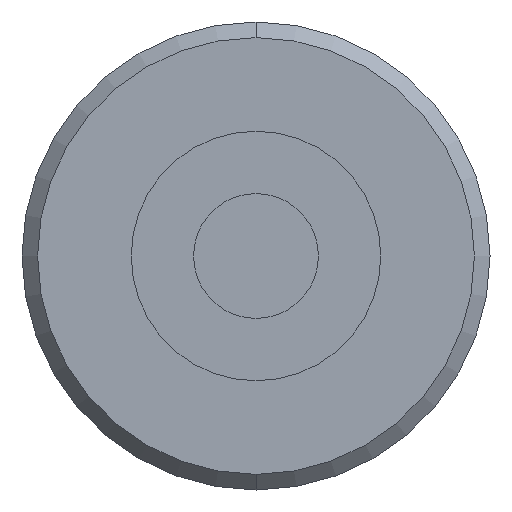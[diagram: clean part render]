
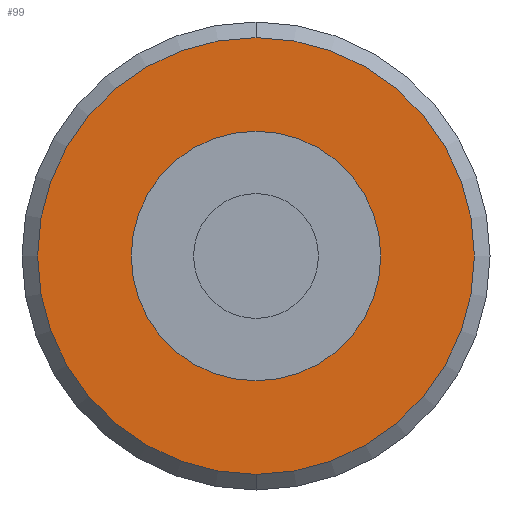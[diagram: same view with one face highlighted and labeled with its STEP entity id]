
A CAD part, front view. The second image highlights one B-rep face of the part: STEP entity #99.
In plain terms, the highlighted planar face has unit normal (0, -1, 0).
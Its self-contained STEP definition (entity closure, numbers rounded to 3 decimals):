
#18 = DIRECTION ( 'NONE',  ( 0., -1., 0. ) ) ;
#30 = EDGE_CURVE ( 'NONE', #182, #243, #328, .T. ) ;
#38 = AXIS2_PLACEMENT_3D ( 'NONE', #326, #18, #296 ) ;
#48 = CARTESIAN_POINT ( 'NONE',  ( 0., -6., 8. ) ) ;
#54 = EDGE_LOOP ( 'NONE', ( #399, #318 ) ) ;
#55 = DIRECTION ( 'NONE',  ( 0., 0., 1. ) ) ;
#59 = AXIS2_PLACEMENT_3D ( 'NONE', #380, #172, #411 ) ;
#60 = DIRECTION ( 'NONE',  ( 0., 0., 1. ) ) ;
#80 = AXIS2_PLACEMENT_3D ( 'NONE', #180, #418, #221 ) ;
#86 = CIRCLE ( 'NONE', #228, 14. ) ;
#89 = CARTESIAN_POINT ( 'NONE',  ( 0., -6., 0. ) ) ;
#99 = ADVANCED_FACE ( 'NONE', ( #351, #395 ), #143, .F. ) ;
#125 = CARTESIAN_POINT ( 'NONE',  ( 0., -6., -14. ) ) ;
#127 = EDGE_CURVE ( 'NONE', #254, #409, #279, .T. ) ;
#143 = PLANE ( 'NONE',  #80 ) ;
#151 = AXIS2_PLACEMENT_3D ( 'NONE', #232, #158, #55 ) ;
#158 = DIRECTION ( 'NONE',  ( 0., 1., 0. ) ) ;
#172 = DIRECTION ( 'NONE',  ( 0., 1., 0. ) ) ;
#180 = CARTESIAN_POINT ( 'NONE',  ( 15., -6., 0. ) ) ;
#182 = VERTEX_POINT ( 'NONE', #48 ) ;
#208 = ORIENTED_EDGE ( 'NONE', *, *, #291, .T. ) ;
#221 = DIRECTION ( 'NONE',  ( 0., 0., 1. ) ) ;
#228 = AXIS2_PLACEMENT_3D ( 'NONE', #89, #339, #60 ) ;
#232 = CARTESIAN_POINT ( 'NONE',  ( 0., -6., 0. ) ) ;
#243 = VERTEX_POINT ( 'NONE', #389 ) ;
#246 = CIRCLE ( 'NONE', #151, 8. ) ;
#254 = VERTEX_POINT ( 'NONE', #390 ) ;
#259 = ORIENTED_EDGE ( 'NONE', *, *, #30, .T. ) ;
#279 = CIRCLE ( 'NONE', #38, 14. ) ;
#291 = EDGE_CURVE ( 'NONE', #243, #182, #246, .T. ) ;
#296 = DIRECTION ( 'NONE',  ( 0., 0., 1. ) ) ;
#318 = ORIENTED_EDGE ( 'NONE', *, *, #323, .T. ) ;
#323 = EDGE_CURVE ( 'NONE', #409, #254, #86, .T. ) ;
#326 = CARTESIAN_POINT ( 'NONE',  ( 0., -6., 0. ) ) ;
#328 = CIRCLE ( 'NONE', #59, 8. ) ;
#339 = DIRECTION ( 'NONE',  ( 0., -1., 0. ) ) ;
#349 = EDGE_LOOP ( 'NONE', ( #259, #208 ) ) ;
#351 = FACE_OUTER_BOUND ( 'NONE', #54, .T. ) ;
#380 = CARTESIAN_POINT ( 'NONE',  ( 0., -6., 0. ) ) ;
#389 = CARTESIAN_POINT ( 'NONE',  ( 0., -6., -8. ) ) ;
#390 = CARTESIAN_POINT ( 'NONE',  ( 0., -6., 14. ) ) ;
#395 = FACE_BOUND ( 'NONE', #349, .T. ) ;
#399 = ORIENTED_EDGE ( 'NONE', *, *, #127, .T. ) ;
#409 = VERTEX_POINT ( 'NONE', #125 ) ;
#411 = DIRECTION ( 'NONE',  ( 0., 0., 1. ) ) ;
#418 = DIRECTION ( 'NONE',  ( 0., 1., 0. ) ) ;
